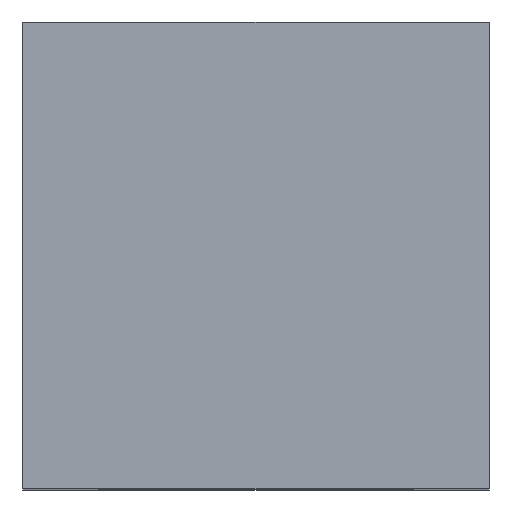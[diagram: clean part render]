
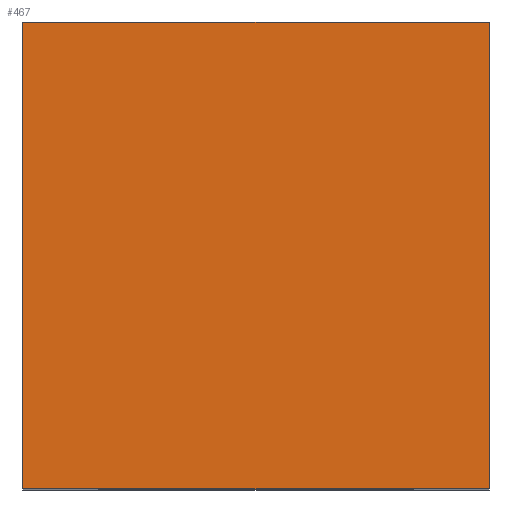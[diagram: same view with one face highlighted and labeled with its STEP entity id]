
A CAD part, top view. The second image highlights one B-rep face of the part: STEP entity #467.
In plain terms, the highlighted planar face has unit normal (0, 0, 1).
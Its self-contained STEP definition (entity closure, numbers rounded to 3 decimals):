
#9 = VERTEX_POINT ( 'NONE', #513 ) ;
#24 = DIRECTION ( 'NONE',  ( 0., 0., -1. ) ) ;
#65 = DIRECTION ( 'NONE',  ( 0., 1., 0. ) ) ;
#140 = ORIENTED_EDGE ( 'NONE', *, *, #379, .T. ) ;
#159 = LINE ( 'NONE', #164, #391 ) ;
#164 = CARTESIAN_POINT ( 'NONE',  ( 0., 30., 50. ) ) ;
#173 = DIRECTION ( 'NONE',  ( 1., 0., 0. ) ) ;
#193 = LINE ( 'NONE', #421, #392 ) ;
#195 = VERTEX_POINT ( 'NONE', #576 ) ;
#200 = DIRECTION ( 'NONE',  ( -1., 0., 0. ) ) ;
#202 = ORIENTED_EDGE ( 'NONE', *, *, #498, .T. ) ;
#215 = VERTEX_POINT ( 'NONE', #238 ) ;
#238 = CARTESIAN_POINT ( 'NONE',  ( 0., 0., 50. ) ) ;
#239 = LINE ( 'NONE', #528, #575 ) ;
#249 = ORIENTED_EDGE ( 'NONE', *, *, #591, .T. ) ;
#256 = PLANE ( 'NONE',  #381 ) ;
#280 = LINE ( 'NONE', #629, #344 ) ;
#344 = VECTOR ( 'NONE', #173, 1000. ) ;
#374 = CARTESIAN_POINT ( 'NONE',  ( 0., 30., 50. ) ) ;
#378 = EDGE_LOOP ( 'NONE', ( #202, #249, #540, #140 ) ) ;
#379 = EDGE_CURVE ( 'NONE', #195, #515, #159, .T. ) ;
#381 = AXIS2_PLACEMENT_3D ( 'NONE', #482, #24, #200 ) ;
#383 = DIRECTION ( 'NONE',  ( -1., 0., 0. ) ) ;
#391 = VECTOR ( 'NONE', #383, 1000. ) ;
#392 = VECTOR ( 'NONE', #657, 1000. ) ;
#421 = CARTESIAN_POINT ( 'NONE',  ( 0., 0., 50. ) ) ;
#467 = ADVANCED_FACE ( 'NONE', ( #602 ), #256, .F. ) ;
#482 = CARTESIAN_POINT ( 'NONE',  ( 0., 0., 50. ) ) ;
#498 = EDGE_CURVE ( 'NONE', #515, #215, #193, .T. ) ;
#513 = CARTESIAN_POINT ( 'NONE',  ( 30., 0., 50. ) ) ;
#515 = VERTEX_POINT ( 'NONE', #374 ) ;
#528 = CARTESIAN_POINT ( 'NONE',  ( 30., 0., 50. ) ) ;
#540 = ORIENTED_EDGE ( 'NONE', *, *, #651, .T. ) ;
#575 = VECTOR ( 'NONE', #65, 1000. ) ;
#576 = CARTESIAN_POINT ( 'NONE',  ( 30., 30., 50. ) ) ;
#591 = EDGE_CURVE ( 'NONE', #215, #9, #280, .T. ) ;
#602 = FACE_OUTER_BOUND ( 'NONE', #378, .T. ) ;
#629 = CARTESIAN_POINT ( 'NONE',  ( 0., 0., 50. ) ) ;
#651 = EDGE_CURVE ( 'NONE', #9, #195, #239, .T. ) ;
#657 = DIRECTION ( 'NONE',  ( 0., -1., 0. ) ) ;
